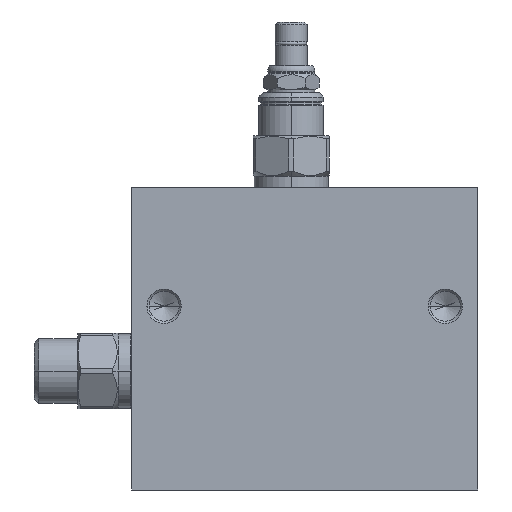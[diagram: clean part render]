
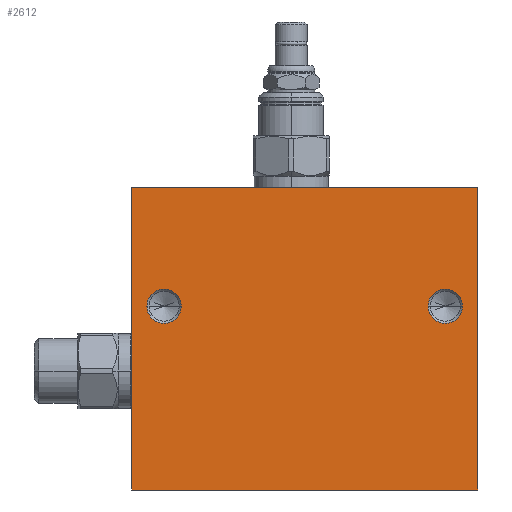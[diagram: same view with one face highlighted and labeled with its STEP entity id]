
A CAD part, front view. The second image highlights one B-rep face of the part: STEP entity #2612.
In plain terms, the highlighted planar face has unit normal (0, -1, 0).
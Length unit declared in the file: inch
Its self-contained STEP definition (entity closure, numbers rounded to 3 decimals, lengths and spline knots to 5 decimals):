
#5=DIRECTION('',(1.,0.,0.));
#6=VECTOR('',#5,4.);
#7=CARTESIAN_POINT('',(0.,-2.75,0.));
#8=LINE('',#7,#6);
#75=DIRECTION('',(0.,0.,1.));
#76=VECTOR('',#75,3.5);
#77=CARTESIAN_POINT('',(4.,-2.75,0.));
#78=LINE('',#77,#76);
#79=DIRECTION('',(0.,0.,1.));
#80=VECTOR('',#79,3.5);
#81=CARTESIAN_POINT('',(0.,-2.75,0.));
#82=LINE('',#81,#80);
#83=CARTESIAN_POINT('',(0.375,-2.75,2.125));
#84=DIRECTION('',(0.,1.,0.));
#85=DIRECTION('',(-1.,0.,0.));
#86=AXIS2_PLACEMENT_3D('',#83,#84,#85);
#88=CARTESIAN_POINT('',(0.375,-2.75,2.125));
#89=DIRECTION('',(0.,1.,0.));
#90=DIRECTION('',(1.,0.,0.));
#91=AXIS2_PLACEMENT_3D('',#88,#89,#90);
#93=CARTESIAN_POINT('',(3.625,-2.75,2.125));
#94=DIRECTION('',(0.,1.,0.));
#95=DIRECTION('',(-1.,0.,0.));
#96=AXIS2_PLACEMENT_3D('',#93,#94,#95);
#98=CARTESIAN_POINT('',(3.625,-2.75,2.125));
#99=DIRECTION('',(0.,1.,0.));
#100=DIRECTION('',(1.,0.,0.));
#101=AXIS2_PLACEMENT_3D('',#98,#99,#100);
#115=DIRECTION('',(1.,0.,0.));
#116=VECTOR('',#115,4.);
#117=CARTESIAN_POINT('',(0.,-2.75,3.5));
#118=LINE('',#117,#116);
#2132=CARTESIAN_POINT('',(0.,-2.75,0.));
#2134=VERTEX_POINT('',#2132);
#2135=CARTESIAN_POINT('',(4.,-2.75,0.));
#2136=VERTEX_POINT('',#2135);
#2140=CARTESIAN_POINT('',(0.,-2.75,3.5));
#2142=VERTEX_POINT('',#2140);
#2143=CARTESIAN_POINT('',(4.,-2.75,3.5));
#2144=VERTEX_POINT('',#2143);
#2389=CARTESIAN_POINT('',(0.1765,-2.75,2.125));
#2391=VERTEX_POINT('',#2389);
#2393=CARTESIAN_POINT('',(0.5735,-2.75,2.125));
#2395=VERTEX_POINT('',#2393);
#2403=CARTESIAN_POINT('',(3.4265,-2.75,2.125));
#2405=VERTEX_POINT('',#2403);
#2407=CARTESIAN_POINT('',(3.8235,-2.75,2.125));
#2409=VERTEX_POINT('',#2407);
#2588=CARTESIAN_POINT('',(0.,-2.75,0.));
#2589=DIRECTION('',(0.,-1.,0.));
#2590=DIRECTION('',(1.,0.,0.));
#2591=AXIS2_PLACEMENT_3D('',#2588,#2589,#2590);
#2592=PLANE('',#2591);
#2593=ORIENTED_EDGE('',*,*,#2506,.F.);
#2594=ORIENTED_EDGE('',*,*,#2537,.T.);
#2596=ORIENTED_EDGE('',*,*,#2595,.T.);
#2597=ORIENTED_EDGE('',*,*,#2580,.F.);
#2598=EDGE_LOOP('',(#2593,#2594,#2596,#2597));
#2599=FACE_OUTER_BOUND('',#2598,.F.);
#2601=ORIENTED_EDGE('',*,*,#2600,.F.);
#2603=ORIENTED_EDGE('',*,*,#2602,.F.);
#2604=EDGE_LOOP('',(#2601,#2603));
#2605=FACE_BOUND('',#2604,.F.);
#2607=ORIENTED_EDGE('',*,*,#2606,.F.);
#2609=ORIENTED_EDGE('',*,*,#2608,.F.);
#2610=EDGE_LOOP('',(#2607,#2609));
#2611=FACE_BOUND('',#2610,.F.);
#2612=ADVANCED_FACE('',(#2599,#2605,#2611),#2592,.T.);
#87=CIRCLE('',#86,0.1985);
#92=CIRCLE('',#91,0.1985);
#97=CIRCLE('',#96,0.1985);
#102=CIRCLE('',#101,0.1985);
#2506=EDGE_CURVE('',#2134,#2136,#8,.T.);
#2537=EDGE_CURVE('',#2134,#2142,#82,.T.);
#2580=EDGE_CURVE('',#2136,#2144,#78,.T.);
#2595=EDGE_CURVE('',#2142,#2144,#118,.T.);
#2600=EDGE_CURVE('',#2391,#2395,#87,.T.);
#2602=EDGE_CURVE('',#2395,#2391,#92,.T.);
#2606=EDGE_CURVE('',#2405,#2409,#97,.T.);
#2608=EDGE_CURVE('',#2409,#2405,#102,.T.);
